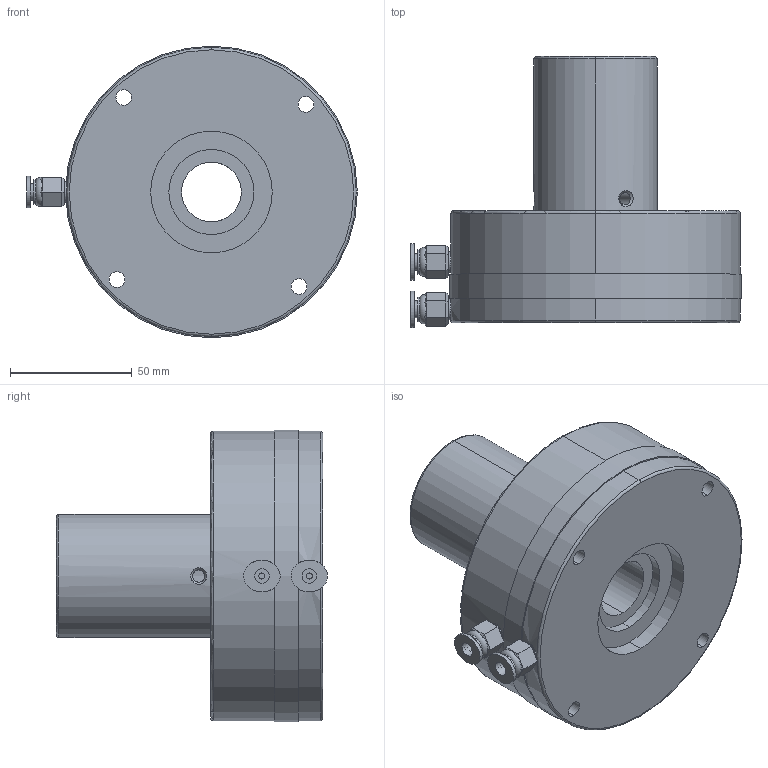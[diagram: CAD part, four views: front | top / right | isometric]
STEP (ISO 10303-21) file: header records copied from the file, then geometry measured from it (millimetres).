
FILE_DESCRIPTION (( 'STEP AP214' ), '1' );
FILE_NAME ('DAS-Y20.STEP', '2024-04-03T07:50:01', ( '' ), ( '' ), 'SwSTEP 2.0', 'SolidWorks 2023', '' );
FILE_SCHEMA (( 'AUTOMOTIVE_DESIGN' ));
Length unit declared in the file: millimetre
Products named in the file (1): DAS-Y20
Bounding box: 136 x 111.5 x 120 mm (x, y, z)
Volume: 565684.9 mm3; surface area: 65437.3 mm2
Topology: 3 solids, 3 shells, 140 faces, 302 edges, 185 vertices
Faces by surface type: plane 67, cylinder 48, bspline 13, torus 10, cone 2
Full cylindrical faces by diameter (mm): 2.5 x2, 5 x3, 6 x2, 7 x2, 8 x2, 8.5 x2, 10 x2, 120 x1
Entity records: 15352 total; most frequent: CARTESIAN_POINT 10874, DIRECTION 600, ORIENTED_EDGE 542, EDGE_CURVE 271, AXIS2_PLACEMENT_3D 240, EDGE_LOOP 202, VERTEX_POINT 179, FACE_OUTER_BOUND 165
